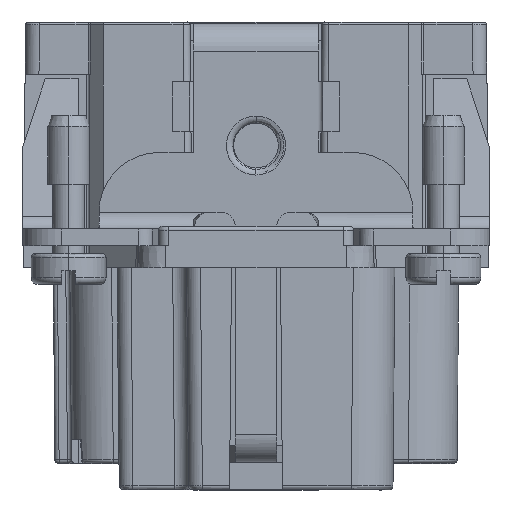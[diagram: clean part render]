
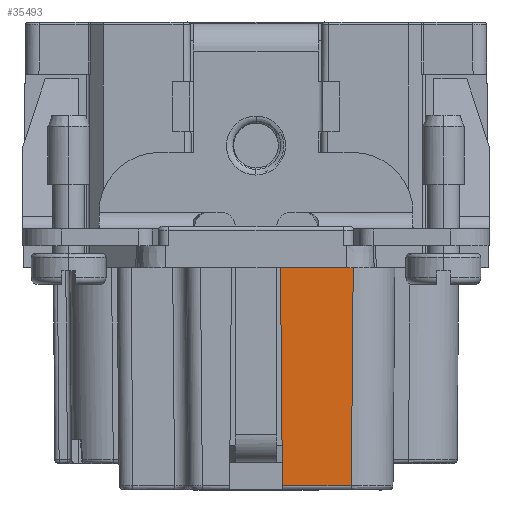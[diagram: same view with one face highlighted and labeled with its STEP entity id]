
A CAD part, left-side view. The second image highlights one B-rep face of the part: STEP entity #35493.
In plain terms, the highlighted planar face has unit normal (-1, 0, -0.009).
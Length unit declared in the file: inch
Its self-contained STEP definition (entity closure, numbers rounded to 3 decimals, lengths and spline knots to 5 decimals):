
#2880 = LINE ( 'NONE', #3378, #93042 ) ;
#3378 = CARTESIAN_POINT ( 'NONE',  ( -1.26576, -0.2756, 0.05761 ) ) ;
#3751 = LINE ( 'NONE', #26116, #89874 ) ;
#4958 = CARTESIAN_POINT ( 'NONE',  ( -1.26575, 0., 0.05657 ) ) ;
#5473 = DIRECTION ( 'NONE',  ( -0.009, 0., 1. ) ) ;
#7743 = EDGE_CURVE ( 'NONE', #69824, #70075, #36645, .T. ) ;
#8277 = CARTESIAN_POINT ( 'NONE',  ( -1.26575, -0.2756, 0.05657 ) ) ;
#11424 = VERTEX_POINT ( 'NONE', #56865 ) ;
#14971 = EDGE_LOOP ( 'NONE', ( #102824, #48356, #71601, #81846 ) ) ;
#20505 = VERTEX_POINT ( 'NONE', #39438 ) ;
#26116 = CARTESIAN_POINT ( 'NONE',  ( -1.26035, -0.07484, -0.56164 ) ) ;
#32977 = VECTOR ( 'NONE', #46460, 39.37008 ) ;
#35493 = ADVANCED_FACE ( 'NONE', ( #61557 ), #100559, .T. ) ;
#36645 = LINE ( 'NONE', #4958, #46402 ) ;
#39438 = CARTESIAN_POINT ( 'NONE',  ( -1.26035, -0.07484, -0.56164 ) ) ;
#45969 = CARTESIAN_POINT ( 'NONE',  ( -1.26575, -0.3937, 0.05657 ) ) ;
#46402 = VECTOR ( 'NONE', #92224, 39.37008 ) ;
#46460 = DIRECTION ( 'NONE',  ( 0., -1., 0. ) ) ;
#46948 = EDGE_CURVE ( 'NONE', #70075, #11424, #2880, .T. ) ;
#46978 = CARTESIAN_POINT ( 'NONE',  ( -1.26035, -0.3937, -0.56164 ) ) ;
#48356 = ORIENTED_EDGE ( 'NONE', *, *, #56834, .T. ) ;
#56834 = EDGE_CURVE ( 'NONE', #20505, #11424, #94778, .T. ) ;
#56865 = CARTESIAN_POINT ( 'NONE',  ( -1.26035, -0.2702, -0.56164 ) ) ;
#60784 = EDGE_CURVE ( 'NONE', #20505, #69824, #3751, .T. ) ;
#61557 = FACE_OUTER_BOUND ( 'NONE', #14971, .T. ) ;
#69824 = VERTEX_POINT ( 'NONE', #79354 ) ;
#70075 = VERTEX_POINT ( 'NONE', #8277 ) ;
#71601 = ORIENTED_EDGE ( 'NONE', *, *, #46948, .F. ) ;
#71793 = AXIS2_PLACEMENT_3D ( 'NONE', #45969, #77173, #5473 ) ;
#76126 = DIRECTION ( 'NONE',  ( 0.009, 0.009, -1. ) ) ;
#77173 = DIRECTION ( 'NONE',  ( -1., 0., -0.009 ) ) ;
#79354 = CARTESIAN_POINT ( 'NONE',  ( -1.26575, -0.06945, 0.05657 ) ) ;
#81846 = ORIENTED_EDGE ( 'NONE', *, *, #7743, .F. ) ;
#89874 = VECTOR ( 'NONE', #97304, 39.37008 ) ;
#92224 = DIRECTION ( 'NONE',  ( 0., -1., 0. ) ) ;
#93042 = VECTOR ( 'NONE', #76126, 39.37008 ) ;
#94778 = LINE ( 'NONE', #46978, #32977 ) ;
#97304 = DIRECTION ( 'NONE',  ( -0.009, 0.009, 1. ) ) ;
#100559 = PLANE ( 'NONE',  #71793 ) ;
#102824 = ORIENTED_EDGE ( 'NONE', *, *, #60784, .F. ) ;
